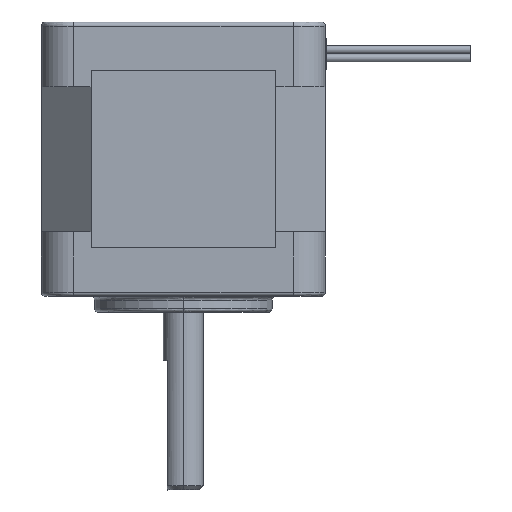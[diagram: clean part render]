
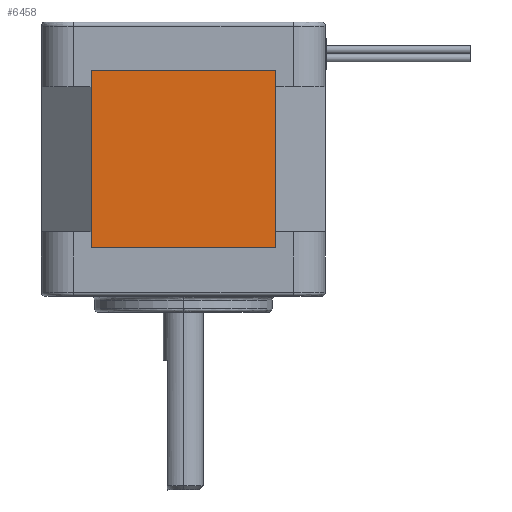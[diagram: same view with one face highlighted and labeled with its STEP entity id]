
A CAD part, left-side view. The second image highlights one B-rep face of the part: STEP entity #6458.
In plain terms, the highlighted planar face has unit normal (-1, 0, 0).
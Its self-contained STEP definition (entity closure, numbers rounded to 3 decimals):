
#318 = DIRECTION ( 'NONE',  ( 0., 1., 0. ) ) ;
#384 = CARTESIAN_POINT ( 'NONE',  ( -17.605, 11.448, 77.802 ) ) ;
#837 = EDGE_CURVE ( 'NONE', #2947, #9864, #8992, .T. ) ;
#1364 = VECTOR ( 'NONE', #318, 1000. ) ;
#1530 = ORIENTED_EDGE ( 'NONE', *, *, #3782, .T. ) ;
#1561 = VERTEX_POINT ( 'NONE', #5723 ) ;
#1802 = DIRECTION ( 'NONE',  ( 0., 1., 0. ) ) ;
#1826 = CARTESIAN_POINT ( 'NONE',  ( -17.605, 0., 6. ) ) ;
#2187 = LINE ( 'NONE', #9101, #6861 ) ;
#2947 = VERTEX_POINT ( 'NONE', #3728 ) ;
#3048 = EDGE_CURVE ( 'NONE', #3510, #1561, #8074, .T. ) ;
#3320 = DIRECTION ( 'NONE',  ( 1., 0., 0. ) ) ;
#3510 = VERTEX_POINT ( 'NONE', #6291 ) ;
#3714 = AXIS2_PLACEMENT_3D ( 'NONE', #8573, #3320, #9501 ) ;
#3728 = CARTESIAN_POINT ( 'NONE',  ( -17.605, -11.448, 6. ) ) ;
#3782 = EDGE_CURVE ( 'NONE', #1561, #9864, #5164, .T. ) ;
#3840 = DIRECTION ( 'NONE',  ( 0., 0., -1. ) ) ;
#4170 = PLANE ( 'NONE',  #3714 ) ;
#4335 = VECTOR ( 'NONE', #1802, 1000. ) ;
#4371 = VECTOR ( 'NONE', #9175, 1000. ) ;
#5149 = EDGE_CURVE ( 'NONE', #3510, #2947, #2187, .T. ) ;
#5164 = LINE ( 'NONE', #384, #4371 ) ;
#5723 = CARTESIAN_POINT ( 'NONE',  ( -17.605, 11.448, 28. ) ) ;
#6291 = CARTESIAN_POINT ( 'NONE',  ( -17.605, -11.448, 28. ) ) ;
#6458 = ADVANCED_FACE ( 'NONE', ( #7992 ), #4170, .F. ) ;
#6514 = CARTESIAN_POINT ( 'NONE',  ( -17.605, 0., 28. ) ) ;
#6861 = VECTOR ( 'NONE', #3840, 1000. ) ;
#7046 = ORIENTED_EDGE ( 'NONE', *, *, #3048, .T. ) ;
#7454 = ORIENTED_EDGE ( 'NONE', *, *, #837, .F. ) ;
#7992 = FACE_OUTER_BOUND ( 'NONE', #11424, .T. ) ;
#8074 = LINE ( 'NONE', #6514, #1364 ) ;
#8573 = CARTESIAN_POINT ( 'NONE',  ( -17.605, 0., 77.802 ) ) ;
#8992 = LINE ( 'NONE', #1826, #4335 ) ;
#9101 = CARTESIAN_POINT ( 'NONE',  ( -17.605, -11.448, 77.802 ) ) ;
#9175 = DIRECTION ( 'NONE',  ( 0., 0., -1. ) ) ;
#9501 = DIRECTION ( 'NONE',  ( 0., 0., -1. ) ) ;
#9569 = ORIENTED_EDGE ( 'NONE', *, *, #5149, .F. ) ;
#9864 = VERTEX_POINT ( 'NONE', #11133 ) ;
#11133 = CARTESIAN_POINT ( 'NONE',  ( -17.605, 11.448, 6. ) ) ;
#11424 = EDGE_LOOP ( 'NONE', ( #7046, #1530, #7454, #9569 ) ) ;
